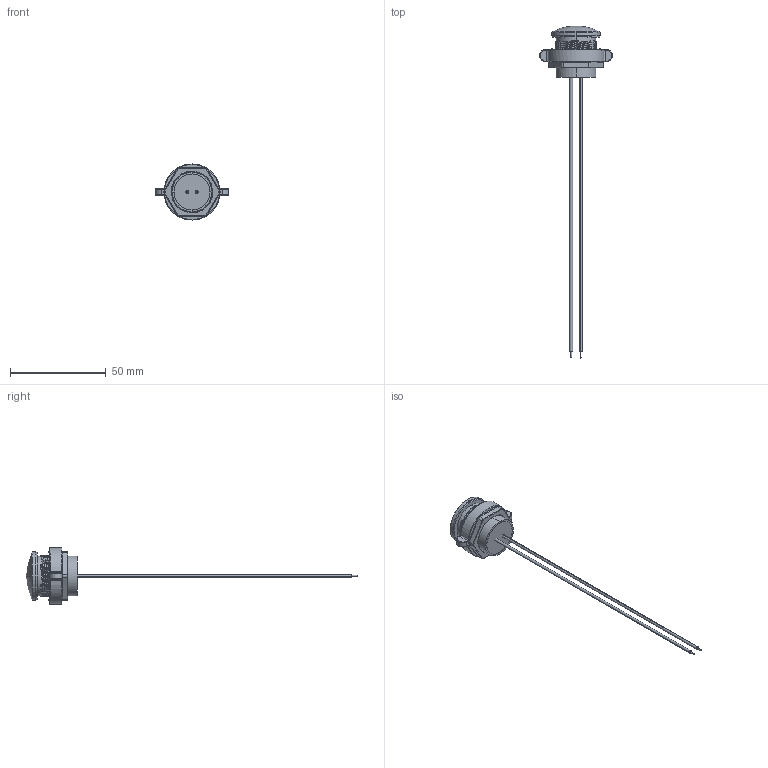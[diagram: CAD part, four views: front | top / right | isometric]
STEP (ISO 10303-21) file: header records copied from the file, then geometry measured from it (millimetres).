
FILE_DESCRIPTION (( 'STEP AP214' ), '1' );
FILE_NAME ('CNX722C_X00_XXW.STEP', '2019-05-15T18:30:42', ( 'user' ), ( 'Microsoft' ), 'SwSTEP 2.0', 'SolidWorks 2018', '' );
FILE_SCHEMA (( 'AUTOMOTIVE_DESIGN' ));
Length unit declared in the file: inch
Products named in the file (6): 722 XXX Rev000; _22 AWG Straight Wire_06"; 7XX POTTING; CNX722C_X00_XXW; RTN 722 Rev000_No Logo; CLS 722 Rev000
Assembly tree (6 placements, depth 2):
  CNX722C_X00_XXW
    722 XXX Rev000
    CLS 722 Rev000
    RTN 722 Rev000_No Logo
    7XX POTTING
    _22 AWG Straight Wire_06"  x2
Bounding box: 38.1 x 173.74 x 29.33 mm (x, y, z)
Volume: 7485.2 mm3; surface area: 9107.6 mm2
Topology: 6 solids, 6 shells, 315 faces, 755 edges, 463 vertices
Faces by surface type: cylinder 104, bspline 72, torus 60, plane 43, cone 32, sphere 4
Entity records: 16554 total; most frequent: CARTESIAN_POINT 9770, ORIENTED_EDGE 1474, DIRECTION 1250, EDGE_CURVE 737, AXIS2_PLACEMENT_3D 533, VERTEX_POINT 451, EDGE_LOOP 318, ADVANCED_FACE 305
